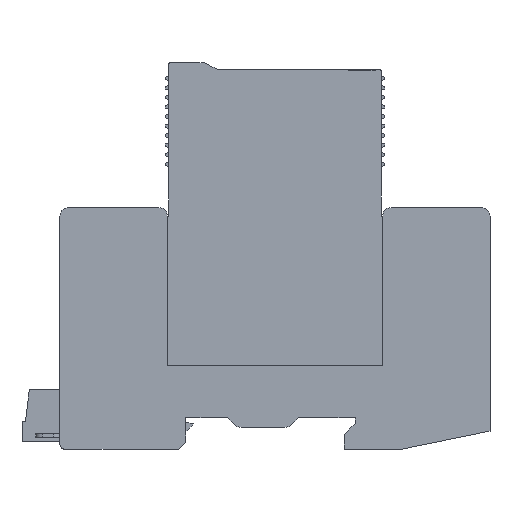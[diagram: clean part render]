
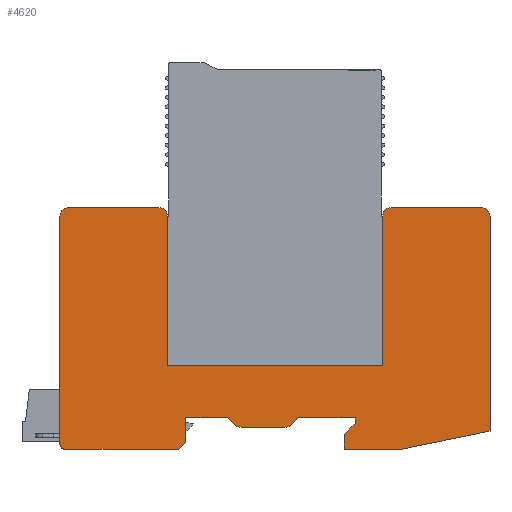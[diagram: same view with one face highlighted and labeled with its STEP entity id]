
A CAD part, front view. The second image highlights one B-rep face of the part: STEP entity #4620.
In plain terms, the highlighted planar face has unit normal (0, -1, 0).
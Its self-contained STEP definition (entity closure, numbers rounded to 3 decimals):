
#2320=CARTESIAN_POINT('',(-46.74,-22.7,
19.796));
#2330=DIRECTION('',(0.,-1.,0.));
#2340=DIRECTION('',(0.,0.,-1.));
#2350=AXIS2_PLACEMENT_3D('',#2320,#2330,#2340);
#2360=PLANE('',#2350);
#2370=CARTESIAN_POINT('',(-37.29,-22.7,
43.696));
#2380=DIRECTION('',(0.,1.,0.));
#2390=DIRECTION('',(-1.,0.,0.));
#2400=AXIS2_PLACEMENT_3D('',#2370,#2380,#2390);
#2410=CIRCLE('',#2400,1.8);
#2420=CARTESIAN_POINT('',(-37.29,-22.7,
45.496));
#2430=VERTEX_POINT('',#2420);
#2440=CARTESIAN_POINT('',(-35.49,-22.7,
43.696));
#2450=VERTEX_POINT('',#2440);
#2460=EDGE_CURVE('',#2430,#2450,#2410,.T.);
#2470=ORIENTED_EDGE('',*,*,#2460,.F.);
#2480=CARTESIAN_POINT('',(-35.49,-22.7,0.));
#2490=DIRECTION('',(0.,0.,1.));
#2500=VECTOR('',#2490,1.);
#2510=LINE('',#2480,#2500);
#2520=CARTESIAN_POINT('',(-35.49,-22.7,
12.396));
#2530=VERTEX_POINT('',#2520);
#2540=EDGE_CURVE('',#2530,#2450,#2510,.T.);
#2550=ORIENTED_EDGE('',*,*,#2540,.T.);
#2560=CARTESIAN_POINT('',(0.,-22.7,12.396));
#2570=DIRECTION('',(-1.,0.,0.));
#2580=VECTOR('',#2570,1.);
#2590=LINE('',#2560,#2580);
#2600=CARTESIAN_POINT('',(9.51,-22.7,
12.396));
#2610=VERTEX_POINT('',#2600);
#2620=EDGE_CURVE('',#2610,#2530,#2590,.T.);
#2630=ORIENTED_EDGE('',*,*,#2620,.T.);
#2640=CARTESIAN_POINT('',(9.51,-22.7,0.));
#2650=DIRECTION('',(0.,0.,-1.));
#2660=VECTOR('',#2650,1.);
#2670=LINE('',#2640,#2660);
#2680=CARTESIAN_POINT('',(9.51,-22.7,
43.696));
#2690=VERTEX_POINT('',#2680);
#2700=EDGE_CURVE('',#2690,#2610,#2670,.T.);
#2710=ORIENTED_EDGE('',*,*,#2700,.T.);
#2720=CARTESIAN_POINT('',(11.31,-22.7,
43.696));
#2730=DIRECTION('',(0.,1.,0.));
#2740=DIRECTION('',(0.,0.,1.));
#2750=AXIS2_PLACEMENT_3D('',#2720,#2730,#2740);
#2760=CIRCLE('',#2750,1.8);
#2770=CARTESIAN_POINT('',(11.31,-22.7,
45.496));
#2780=VERTEX_POINT('',#2770);
#2790=EDGE_CURVE('',#2690,#2780,#2760,.T.);
#2800=ORIENTED_EDGE('',*,*,#2790,.F.);
#2810=CARTESIAN_POINT('',(0.,-22.7,45.496));
#2820=DIRECTION('',(-1.,0.,0.));
#2830=VECTOR('',#2820,1.);
#2840=LINE('',#2810,#2830);
#2850=CARTESIAN_POINT('',(30.21,-22.7,
45.496));
#2860=VERTEX_POINT('',#2850);
#2870=EDGE_CURVE('',#2860,#2780,#2840,.T.);
#2880=ORIENTED_EDGE('',*,*,#2870,.T.);
#2890=CARTESIAN_POINT('',(30.21,-22.7,
43.696));
#2900=DIRECTION('',(0.,1.,0.));
#2910=DIRECTION('',(-1.,0.,0.));
#2920=AXIS2_PLACEMENT_3D('',#2890,#2900,#2910);
#2930=CIRCLE('',#2920,1.8);
#2940=CARTESIAN_POINT('',(32.01,-22.7,
43.696));
#2950=VERTEX_POINT('',#2940);
#2960=EDGE_CURVE('',#2860,#2950,#2930,.T.);
#2970=ORIENTED_EDGE('',*,*,#2960,.F.);
#2980=CARTESIAN_POINT('',(32.01,-22.7,0.));
#2990=DIRECTION('',(0.,0.,1.));
#3000=VECTOR('',#2990,1.);
#3010=LINE('',#2980,#3000);
#3020=CARTESIAN_POINT('',(32.01,-22.7,
-1.304));
#3030=VERTEX_POINT('',#3020);
#3040=EDGE_CURVE('',#3030,#2950,#3010,.T.);
#3050=ORIENTED_EDGE('',*,*,#3040,.T.);
#3060=CARTESIAN_POINT('',(0.,-22.7,-7.879));
#3070=DIRECTION('',(0.98,0.,0.201));
#3080=VECTOR('',#3070,1.);
#3090=LINE('',#3060,#3080);
#3100=CARTESIAN_POINT('',(13.51,-22.7,
-5.104));
#3110=VERTEX_POINT('',#3100);
#3120=EDGE_CURVE('',#3110,#3030,#3090,.T.);
#3130=ORIENTED_EDGE('',*,*,#3120,.T.);
#3140=CARTESIAN_POINT('',(0.,-22.7,-5.104));
#3150=DIRECTION('',(1.,0.,0.));
#3160=VECTOR('',#3150,1.);
#3170=LINE('',#3140,#3160);
#3180=CARTESIAN_POINT('',(1.51,-22.7,
-5.104));
#3190=VERTEX_POINT('',#3180);
#3200=EDGE_CURVE('',#3190,#3110,#3170,.T.);
#3210=ORIENTED_EDGE('',*,*,#3200,.T.);
#3220=CARTESIAN_POINT('',(1.51,-22.7,0.));
#3230=DIRECTION('',(0.,0.,-1.));
#3240=VECTOR('',#3230,1.);
#3250=LINE('',#3220,#3240);
#3260=CARTESIAN_POINT('',(1.51,-22.7,
-2.004));
#3270=VERTEX_POINT('',#3260);
#3280=EDGE_CURVE('',#3270,#3190,#3250,.T.);
#3290=ORIENTED_EDGE('',*,*,#3280,.T.);
#3300=CARTESIAN_POINT('',(0.,-22.7,-3.514));
#3310=DIRECTION('',(-0.707,0.,-0.707));
#3320=VECTOR('',#3310,1.);
#3330=LINE('',#3300,#3320);
#3340=CARTESIAN_POINT('',(3.81,-22.7,
0.296));
#3350=VERTEX_POINT('',#3340);
#3360=EDGE_CURVE('',#3350,#3270,#3330,.T.);
#3370=ORIENTED_EDGE('',*,*,#3360,.T.);
#3380=CARTESIAN_POINT('',(3.81,-22.7,0.));
#3390=DIRECTION('',(0.,0.,-1.));
#3400=VECTOR('',#3390,1.);
#3410=LINE('',#3380,#3400);
#3420=CARTESIAN_POINT('',(3.81,-22.7,
1.496));
#3430=VERTEX_POINT('',#3420);
#3440=EDGE_CURVE('',#3430,#3350,#3410,.T.);
#3450=ORIENTED_EDGE('',*,*,#3440,.T.);
#3460=CARTESIAN_POINT('',(0.,-22.7,1.496));
#3470=DIRECTION('',(1.,0.,0.));
#3480=VECTOR('',#3470,1.);
#3490=LINE('',#3460,#3480);
#3500=CARTESIAN_POINT('',(-8.101,-22.7,
1.496));
#3510=VERTEX_POINT('',#3500);
#3520=EDGE_CURVE('',#3510,#3430,#3490,.T.);
#3530=ORIENTED_EDGE('',*,*,#3520,.T.);
#3540=CARTESIAN_POINT('',(-9.597,-22.7,0.));
#3550=DIRECTION('',(0.707,0.,0.707));
#3560=VECTOR('',#3550,1.);
#3570=LINE('',#3540,#3560);
#3580=CARTESIAN_POINT('',(-9.515,-22.7,
0.082));
#3590=VERTEX_POINT('',#3580);
#3600=EDGE_CURVE('',#3590,#3510,#3570,.T.);
#3610=ORIENTED_EDGE('',*,*,#3600,.T.);
#3620=CARTESIAN_POINT('',(-10.93,-22.7,
1.496));
#3630=DIRECTION('',(0.,1.,0.));
#3640=DIRECTION('',(1.,0.,0.));
#3650=AXIS2_PLACEMENT_3D('',#3620,#3630,#3640);
#3660=CIRCLE('',#3650,2.);
#3670=CARTESIAN_POINT('',(-10.93,-22.7,
-0.504));
#3680=VERTEX_POINT('',#3670);
#3690=EDGE_CURVE('',#3590,#3680,#3660,.T.);
#3700=ORIENTED_EDGE('',*,*,#3690,.F.);
#3710=CARTESIAN_POINT('',(0.,-22.7,-0.504));
#3720=DIRECTION('',(1.,0.,0.));
#3730=VECTOR('',#3720,1.);
#3740=LINE('',#3710,#3730);
#3750=CARTESIAN_POINT('',(-20.076,-22.7,
-0.504));
#3760=VERTEX_POINT('',#3750);
#3770=EDGE_CURVE('',#3760,#3680,#3740,.T.);
#3780=ORIENTED_EDGE('',*,*,#3770,.T.);
#3790=CARTESIAN_POINT('',(-20.076,-22.7,
1.496));
#3800=DIRECTION('',(0.,1.,0.));
#3810=DIRECTION('',(1.,0.,0.));
#3820=AXIS2_PLACEMENT_3D('',#3790,#3800,#3810);
#3830=CIRCLE('',#3820,2.);
#3840=CARTESIAN_POINT('',(-21.49,-22.7,
0.082));
#3850=VERTEX_POINT('',#3840);
#3860=EDGE_CURVE('',#3760,#3850,#3830,.T.);
#3870=ORIENTED_EDGE('',*,*,#3860,.F.);
#3880=CARTESIAN_POINT('',(0.,-22.7,-21.408));
#3890=DIRECTION('',(0.707,0.,-0.707));
#3900=VECTOR('',#3890,1.);
#3910=LINE('',#3880,#3900);
#3920=CARTESIAN_POINT('',(-22.904,-22.7,
1.496));
#3930=VERTEX_POINT('',#3920);
#3940=EDGE_CURVE('',#3930,#3850,#3910,.T.);
#3950=ORIENTED_EDGE('',*,*,#3940,.T.);
#3960=CARTESIAN_POINT('',(0.,-22.7,1.496));
#3970=DIRECTION('',(1.,0.,0.));
#3980=VECTOR('',#3970,1.);
#3990=LINE('',#3960,#3980);
#4000=CARTESIAN_POINT('',(-31.69,-22.7,
1.496));
#4010=VERTEX_POINT('',#4000);
#4020=EDGE_CURVE('',#4010,#3930,#3990,.T.);
#4030=ORIENTED_EDGE('',*,*,#4020,.T.);
#4040=CARTESIAN_POINT('',(-31.69,-22.7,0.));
#4050=DIRECTION('',(0.,0.,1.));
#4060=VECTOR('',#4050,1.);
#4070=LINE('',#4040,#4060);
#4080=CARTESIAN_POINT('',(-31.69,-22.7,
-3.604));
#4090=VERTEX_POINT('',#4080);
#4100=EDGE_CURVE('',#4090,#4010,#4070,.T.);
#4110=ORIENTED_EDGE('',*,*,#4100,.T.);
#4120=CARTESIAN_POINT('',(-28.086,-22.7,0.));
#4130=DIRECTION('',(0.707,0.,0.707));
#4140=VECTOR('',#4130,1.);
#4150=LINE('',#4120,#4140);
#4160=CARTESIAN_POINT('',(-33.19,-22.7,
-5.104));
#4170=VERTEX_POINT('',#4160);
#4180=EDGE_CURVE('',#4170,#4090,#4150,.T.);
#4190=ORIENTED_EDGE('',*,*,#4180,.T.);
#4200=CARTESIAN_POINT('',(0.,-22.7,-5.104));
#4210=DIRECTION('',(1.,0.,0.));
#4220=VECTOR('',#4210,1.);
#4230=LINE('',#4200,#4220);
#4240=CARTESIAN_POINT('',(-56.99,-22.7,
-5.104));
#4250=VERTEX_POINT('',#4240);
#4260=EDGE_CURVE('',#4250,#4170,#4230,.T.);
#4270=ORIENTED_EDGE('',*,*,#4260,.T.);
#4280=CARTESIAN_POINT('',(-56.99,-22.7,
-4.104));
#4290=DIRECTION('',(0.,1.,0.));
#4300=DIRECTION('',(1.,0.,0.));
#4310=AXIS2_PLACEMENT_3D('',#4280,#4290,#4300);
#4320=CIRCLE('',#4310,1.);
#4330=CARTESIAN_POINT('',(-57.99,-22.7,
-4.104));
#4340=VERTEX_POINT('',#4330);
#4350=EDGE_CURVE('',#4250,#4340,#4320,.T.);
#4360=ORIENTED_EDGE('',*,*,#4350,.F.);
#4370=CARTESIAN_POINT('',(-57.99,-22.7,0.));
#4380=DIRECTION('',(0.,0.,-1.));
#4390=VECTOR('',#4380,1.);
#4400=LINE('',#4370,#4390);
#4410=CARTESIAN_POINT('',(-57.99,-22.7,
43.696));
#4420=VERTEX_POINT('',#4410);
#4430=EDGE_CURVE('',#4420,#4340,#4400,.T.);
#4440=ORIENTED_EDGE('',*,*,#4430,.T.);
#4450=CARTESIAN_POINT('',(-56.19,-22.7,
43.696));
#4460=DIRECTION('',(0.,1.,0.));
#4470=DIRECTION('',(-1.,0.,0.));
#4480=AXIS2_PLACEMENT_3D('',#4450,#4460,#4470);
#4490=CIRCLE('',#4480,1.8);
#4500=CARTESIAN_POINT('',(-56.19,-22.7,
45.496));
#4510=VERTEX_POINT('',#4500);
#4520=EDGE_CURVE('',#4420,#4510,#4490,.T.);
#4530=ORIENTED_EDGE('',*,*,#4520,.F.);
#4540=CARTESIAN_POINT('',(0.,-22.7,45.496));
#4550=DIRECTION('',(-1.,0.,0.));
#4560=VECTOR('',#4550,1.);
#4570=LINE('',#4540,#4560);
#4580=EDGE_CURVE('',#2430,#4510,#4570,.T.);
#4590=ORIENTED_EDGE('',*,*,#4580,.T.);
#4600=EDGE_LOOP('',(#4590,#4530,#4440,#4360,#4270,#4190,#4110,#4030,
#3950,#3870,#3780,#3700,#3610,#3530,#3450,#3370,#3290,#3210,#3130,#3050,
#2970,#2880,#2800,#2710,#2630,#2550,#2470));
#4610=FACE_OUTER_BOUND('',#4600,.T.);
#4620=ADVANCED_FACE('',(#4610),#2360,.T.);
